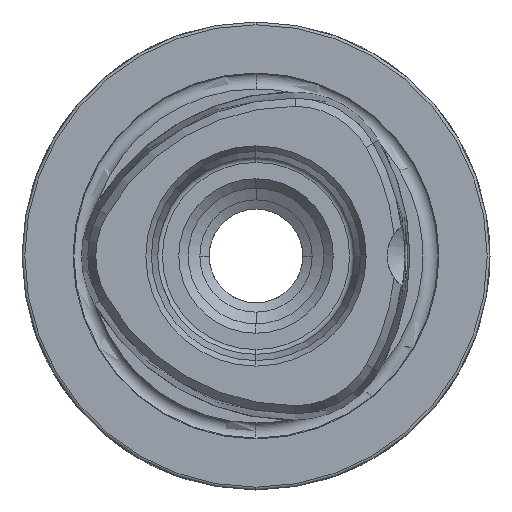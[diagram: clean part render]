
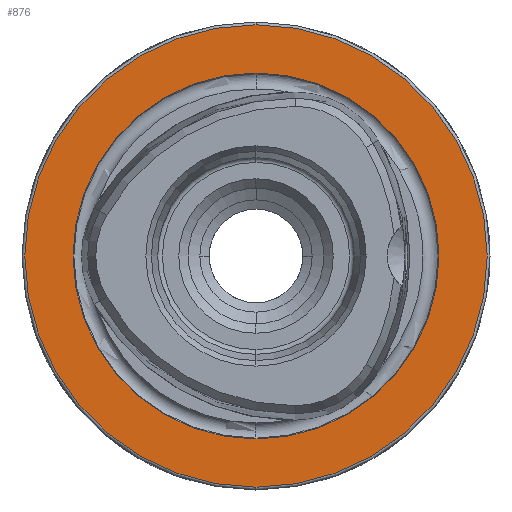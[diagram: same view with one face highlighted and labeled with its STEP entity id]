
A CAD part, left-side view. The second image highlights one B-rep face of the part: STEP entity #876.
In plain terms, the highlighted planar face has unit normal (-1, 0, 0).
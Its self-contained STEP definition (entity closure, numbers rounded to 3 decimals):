
#307 = EDGE_CURVE ( 'NONE', #7139, #7138, #7374, .T. ) ;
#308 = EDGE_CURVE ( 'NONE', #7142, #7141, #7373, .T. ) ;
#876 = ADVANCED_FACE ( 'NONE', ( #2386, #2382 ), #2627, .F. ) ;
#977 = CARTESIAN_POINT ( 'NONE',  ( 0., 0., 0. ) ) ;
#978 = DIRECTION ( 'NONE',  ( -1., 0., 0. ) ) ;
#979 = DIRECTION ( 'NONE',  ( 0., 0., 1. ) ) ;
#980 = CARTESIAN_POINT ( 'NONE',  ( 0., 0., 0. ) ) ;
#981 = DIRECTION ( 'NONE',  ( -1., 0., 0. ) ) ;
#982 = DIRECTION ( 'NONE',  ( 0., 0., 1. ) ) ;
#1431 = AXIS2_PLACEMENT_3D ( 'NONE', #977, #978, #979 ) ;
#1432 = AXIS2_PLACEMENT_3D ( 'NONE', #980, #981, #982 ) ;
#1518 = AXIS2_PLACEMENT_3D ( 'NONE', #2620, #2630, #2632 ) ;
#2228 = CIRCLE ( 'NONE', #4668, 19.55 ) ;
#2235 = CIRCLE ( 'NONE', #4671, 24.7 ) ;
#2382 = FACE_OUTER_BOUND ( 'NONE', #7515, .T. ) ;
#2386 = FACE_BOUND ( 'NONE', #7516, .T. ) ;
#2620 = CARTESIAN_POINT ( 'NONE',  ( 0., 19.55, 0. ) ) ;
#2627 = PLANE ( 'NONE',  #1518 ) ;
#2630 = DIRECTION ( 'NONE',  ( 1., 0., 0. ) ) ;
#2632 = DIRECTION ( 'NONE',  ( 0., 0., -1. ) ) ;
#2811 = EDGE_CURVE ( 'NONE', #7138, #7139, #2228, .T. ) ;
#2815 = EDGE_CURVE ( 'NONE', #7141, #7142, #2235, .T. ) ;
#4049 = ORIENTED_EDGE ( 'NONE', *, *, #307, .F. ) ;
#4050 = ORIENTED_EDGE ( 'NONE', *, *, #2811, .F. ) ;
#4051 = ORIENTED_EDGE ( 'NONE', *, *, #2815, .T. ) ;
#4052 = ORIENTED_EDGE ( 'NONE', *, *, #308, .T. ) ;
#4668 = AXIS2_PLACEMENT_3D ( 'NONE', #5367, #5368, #5369 ) ;
#4671 = AXIS2_PLACEMENT_3D ( 'NONE', #5381, #5382, #5383 ) ;
#5367 = CARTESIAN_POINT ( 'NONE',  ( 0., 0., 0. ) ) ;
#5368 = DIRECTION ( 'NONE',  ( -1., 0., 0. ) ) ;
#5369 = DIRECTION ( 'NONE',  ( 0., 0., 1. ) ) ;
#5381 = CARTESIAN_POINT ( 'NONE',  ( 0., 0., 0. ) ) ;
#5382 = DIRECTION ( 'NONE',  ( -1., 0., 0. ) ) ;
#5383 = DIRECTION ( 'NONE',  ( 0., 0., 1. ) ) ;
#6686 = CARTESIAN_POINT ( 'NONE',  ( 0., 0., -19.55 ) ) ;
#6687 = CARTESIAN_POINT ( 'NONE',  ( 0., 0., 19.55 ) ) ;
#6689 = CARTESIAN_POINT ( 'NONE',  ( 0., 0., 24.7 ) ) ;
#6690 = CARTESIAN_POINT ( 'NONE',  ( 0., 0., -24.7 ) ) ;
#7138 = VERTEX_POINT ( 'NONE', #6686 ) ;
#7139 = VERTEX_POINT ( 'NONE', #6687 ) ;
#7141 = VERTEX_POINT ( 'NONE', #6689 ) ;
#7142 = VERTEX_POINT ( 'NONE', #6690 ) ;
#7373 = CIRCLE ( 'NONE', #1432, 24.7 ) ;
#7374 = CIRCLE ( 'NONE', #1431, 19.55 ) ;
#7515 = EDGE_LOOP ( 'NONE', ( #4051, #4052 ) ) ;
#7516 = EDGE_LOOP ( 'NONE', ( #4049, #4050 ) ) ;
